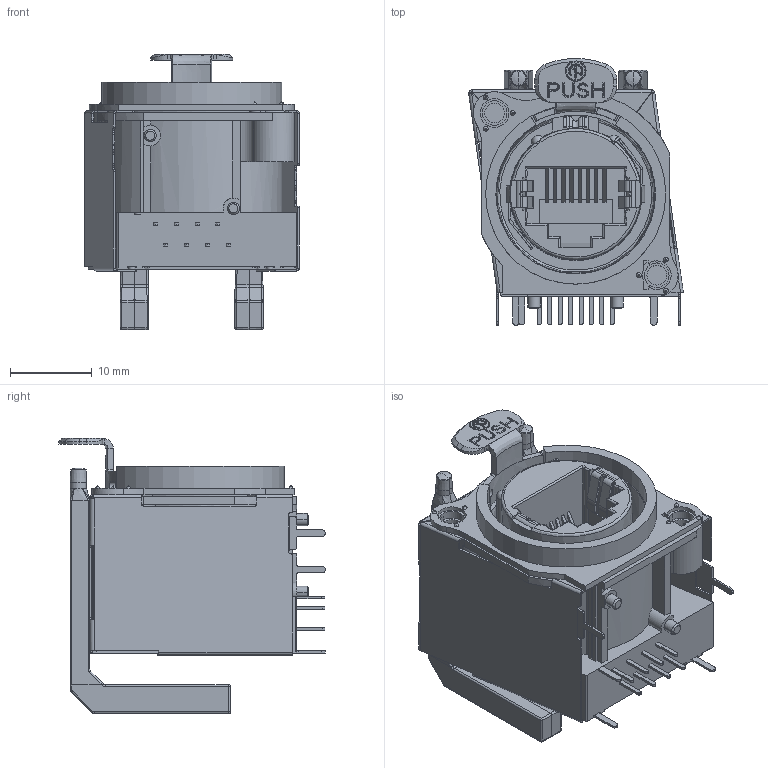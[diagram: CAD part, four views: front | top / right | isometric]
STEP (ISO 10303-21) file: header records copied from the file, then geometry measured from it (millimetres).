
FILE_DESCRIPTION((''),'2;1');
FILE_NAME('30011532','2024-06-14T11:47:41',('SYSTEM'),(''),'CREO PARAMETRIC BY PTC INC, 2023424','CREO PARAMETRIC BY PTC INC, 2023424','');
FILE_SCHEMA(('CONFIG_CONTROL_DESIGN'));
Length unit declared in the file: millimetre
Products named in the file (1): 30011532
Bounding box: 26.21 x 32.54 x 33.61 mm (x, y, z)
Volume: 9243.9 mm3; surface area: 10224.1 mm2
Topology: 1 solids, 9 shells, 1473 faces, 3822 edges, 2338 vertices
Faces by surface type: plane 870, cylinder 424, bspline 80, cone 55, sphere 27, torus 17
Entity records: 47687 total; most frequent: CARTESIAN_POINT 12166, ORIENTED_EDGE 7602, DIRECTION 7110, EDGE_CURVE 3801, VECTOR 2482, LINE 2482, VERTEX_POINT 2338, AXIS2_PLACEMENT_3D 2314
